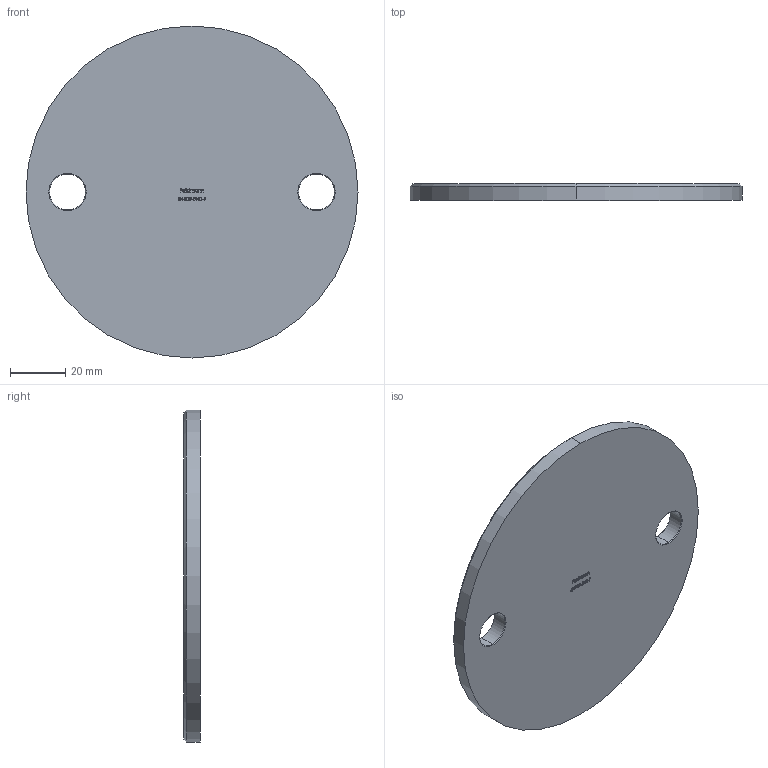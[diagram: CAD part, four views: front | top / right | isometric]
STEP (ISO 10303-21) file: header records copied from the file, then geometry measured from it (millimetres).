
FILE_DESCRIPTION (( 'STEP AP203' ), '1' );
FILE_NAME ('54109-240-F.step', '2020-10-30T12:45:25', ( '' ), ( '' ), 'SwSTEP 2.0', 'SolidWorks 2018', '' );
FILE_SCHEMA (( 'CONFIG_CONTROL_DESIGN' ));
Length unit declared in the file: millimetre
Products named in the file (2): 54109-240-F
Bounding box: 120 x 6 x 120 mm (x, y, z)
Volume: 66072.4 mm3; surface area: 24604.9 mm2
Topology: 1 solids, 1 shells, 253 faces, 662 edges, 438 vertices
Faces by surface type: plane 148, bspline 89, cone 10, cylinder 6
Entity records: 12863 total; most frequent: CARTESIAN_POINT 7060, ORIENTED_EDGE 1324, DIRECTION 838, EDGE_CURVE 662, LINE 462, VECTOR 462, VERTEX_POINT 438, EDGE_LOOP 284
